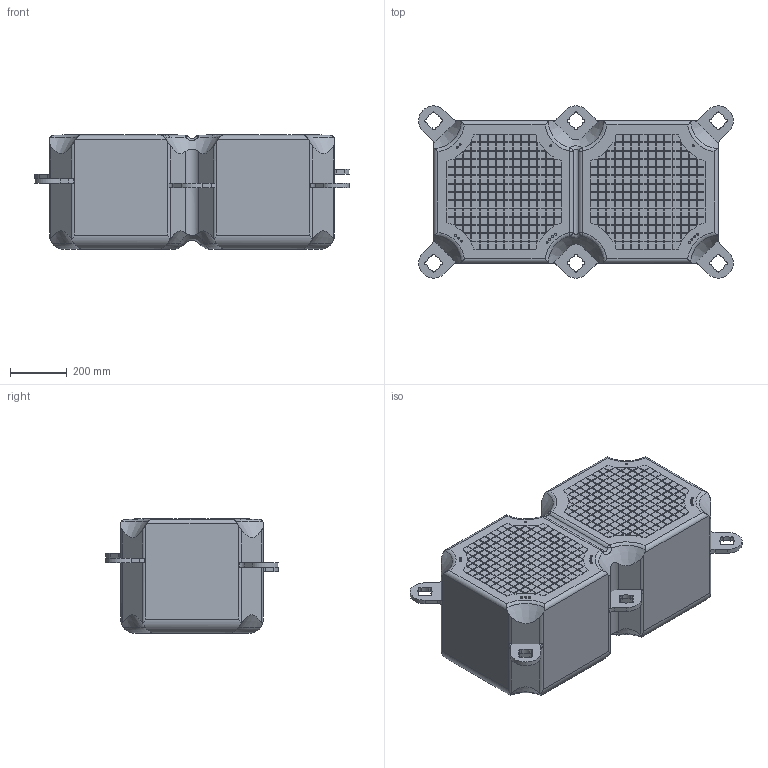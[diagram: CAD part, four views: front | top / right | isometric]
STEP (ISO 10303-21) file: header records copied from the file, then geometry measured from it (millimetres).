
FILE_DESCRIPTION(('STEP AP214'),'1');
FILE_NAME('Doppelschwimmer.STP','2025-09-30T08:53:35',(' '),(' '),'Spatial InterOp 3D',' ',' ');
FILE_SCHEMA(('AUTOMOTIVE_DESIGN { 1 0 10303 214 1 1 1 1 }'));
Length unit declared in the file: millimetre
Products named in the file (1): Grundkörper
Bounding box: 1104.67 x 604.67 x 402 mm (x, y, z)
Volume: 187265072.7 mm3; surface area: 2709659.9 mm2
Topology: 366 solids, 366 shells, 2315 faces, 4725 edges, 3142 vertices
Faces by surface type: plane 2128, cylinder 145, torus 16, cone 14, sphere 8, bspline 4
Full cylindrical faces by diameter (mm): 7 x15
Entity records: 72528 total; most frequent: CARTESIAN_POINT 19341, DIRECTION 10228, ORIENTED_EDGE 9420, EDGE_CURVE 4710, LINE 4310, VECTOR 4310, VERTEX_POINT 3142, AXIS2_PLACEMENT_3D 2959
